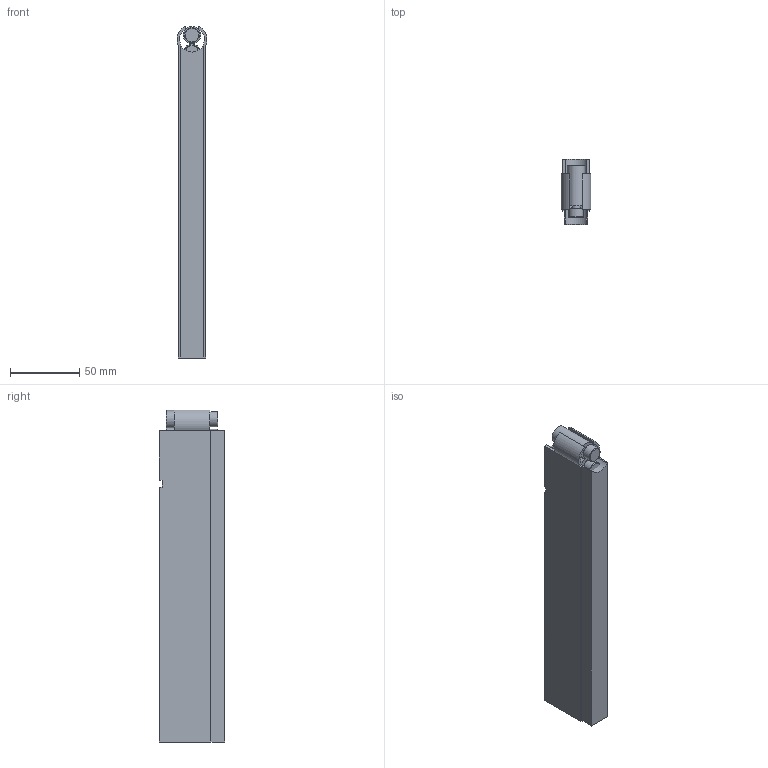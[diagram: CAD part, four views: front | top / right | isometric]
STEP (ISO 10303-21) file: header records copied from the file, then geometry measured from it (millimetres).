
FILE_DESCRIPTION(/* description */ (''),/* implementation_level */ '2;1');
FILE_NAME(/* name */ 'TalonMagazine.step',/* time_stamp */ '2019-01-14T18:20:44-06:00',/* author */ (''),/* organization */ (''),/* preprocessor_version */ 'ST-DEVELOPER v17.2',/* originating_system */ 'Autodesk Translation Framework v7.6.0.251',/* authorisation */ '');
FILE_SCHEMA (('AUTOMOTIVE_DESIGN { 1 0 10303 214 3 1 1 }'));
Length unit declared in the file: millimetre
Products named in the file (2): TalonMagazine; WorkerDart
Assembly tree (2 placements, depth 2):
  TalonMagazine
    WorkerDart  x2
Bounding box: 21.6 x 47 x 239.84 mm (x, y, z)
Volume: 208186.7 mm3; surface area: 37812.9 mm2
Topology: 3 solids, 3 shells, 44 faces, 98 edges, 66 vertices
Faces by surface type: plane 31, cylinder 11, torus 2
Full cylindrical faces by diameter (mm): 5 x2, 5.8 x2, 10.8 x2, 12.6 x2
Entity records: 1072 total; most frequent: DIRECTION 180, CARTESIAN_POINT 175, ORIENTED_EDGE 164, EDGE_CURVE 82, LINE 60, VECTOR 60, AXIS2_PLACEMENT_3D 60, VERTEX_POINT 55
